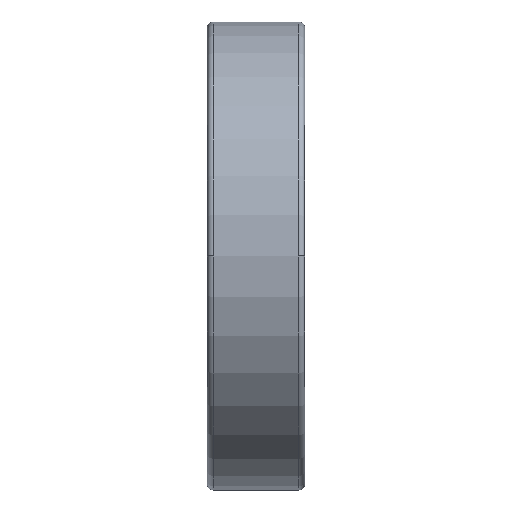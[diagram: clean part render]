
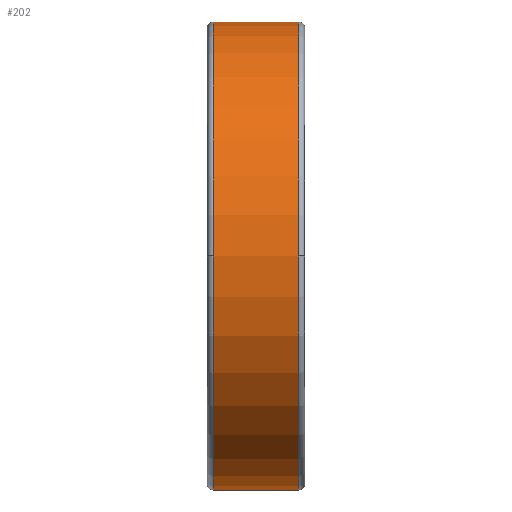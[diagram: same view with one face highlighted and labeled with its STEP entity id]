
A CAD part, front view. The second image highlights one B-rep face of the part: STEP entity #202.
In plain terms, the highlighted cylindrical face has radius 120 mm (diameter 240 mm), a partial arc.
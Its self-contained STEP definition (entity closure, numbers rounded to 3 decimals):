
#202=ADVANCED_FACE('',(#481),#482,.T.);
#481=FACE_OUTER_BOUND('',#874,.T.);
#482=CYLINDRICAL_SURFACE('',#875,120.0);
#874=EDGE_LOOP('',(#1353,#1354,#1355,#1356,#1357,#1358));
#875=AXIS2_PLACEMENT_3D('',#1359,#1360,#1361);
#1353=ORIENTED_EDGE('',*,*,#2099,.F.);
#1354=ORIENTED_EDGE('',*,*,#2100,.T.);
#1355=ORIENTED_EDGE('',*,*,#2101,.T.);
#1356=ORIENTED_EDGE('',*,*,#2102,.F.);
#1357=ORIENTED_EDGE('',*,*,#2103,.F.);
#1358=ORIENTED_EDGE('',*,*,#2095,.F.);
#1359=CARTESIAN_POINT('',(25.0,0.0,0.0));
#1360=DIRECTION('',(-1.0,0.0,0.0));
#1361=DIRECTION('',(0.0,0.,1.0));
#2095=EDGE_CURVE('',#2470,#2472,#2473,.T.);
#2099=EDGE_CURVE('',#2478,#2470,#2479,.T.);
#2100=EDGE_CURVE('',#2478,#2480,#2481,.T.);
#2101=EDGE_CURVE('',#2480,#2482,#2483,.T.);
#2102=EDGE_CURVE('',#2484,#2482,#2485,.T.);
#2103=EDGE_CURVE('',#2472,#2484,#2486,.T.);
#2470=VERTEX_POINT('',#2962);
#2472=VERTEX_POINT('',#2964);
#2473=CIRCLE('',#2965,120.0);
#2478=VERTEX_POINT('',#2970);
#2479=LINE('',#2971,#2972);
#2480=VERTEX_POINT('',#2973);
#2481=CIRCLE('',#2974,120.0);
#2482=VERTEX_POINT('',#2975);
#2483=CIRCLE('',#2976,120.0);
#2484=VERTEX_POINT('',#2977);
#2485=LINE('',#2978,#2979);
#2486=CIRCLE('',#2980,120.0);
#2962=CARTESIAN_POINT('',(47.0,0.,120.0));
#2964=CARTESIAN_POINT('',(47.0,-120.0,0.));
#2965=AXIS2_PLACEMENT_3D('',#3507,#3508,#3509);
#2970=CARTESIAN_POINT('',(3.0,0.,120.0));
#2971=CARTESIAN_POINT('',(25.0,0.,120.0));
#2972=VECTOR('',#3516,1.0);
#2973=CARTESIAN_POINT('',(3.0,-120.0,0.));
#2974=AXIS2_PLACEMENT_3D('',#3517,#3518,#3519);
#2975=CARTESIAN_POINT('',(3.0,0.,-120.0));
#2976=AXIS2_PLACEMENT_3D('',#3520,#3521,#3522);
#2977=CARTESIAN_POINT('',(47.0,0.,-120.0));
#2978=CARTESIAN_POINT('',(25.0,0.,-120.0));
#2979=VECTOR('',#3523,1.0);
#2980=AXIS2_PLACEMENT_3D('',#3524,#3525,#3526);
#3507=CARTESIAN_POINT('',(47.0,0.0,0.0));
#3508=DIRECTION('',(1.0,0.0,-0.0));
#3509=DIRECTION('',(0.0,0.,1.0));
#3516=DIRECTION('',(1.0,0.0,0.0));
#3517=CARTESIAN_POINT('',(3.0,0.0,0.0));
#3518=DIRECTION('',(1.0,0.0,-0.0));
#3519=DIRECTION('',(0.0,0.,1.0));
#3520=CARTESIAN_POINT('',(3.0,0.0,0.0));
#3521=DIRECTION('',(1.0,0.0,-0.0));
#3522=DIRECTION('',(0.0,0.,1.0));
#3523=DIRECTION('',(-1.0,-0.0,-0.0));
#3524=CARTESIAN_POINT('',(47.0,0.0,0.0));
#3525=DIRECTION('',(1.0,0.0,-0.0));
#3526=DIRECTION('',(0.0,0.,1.0));
